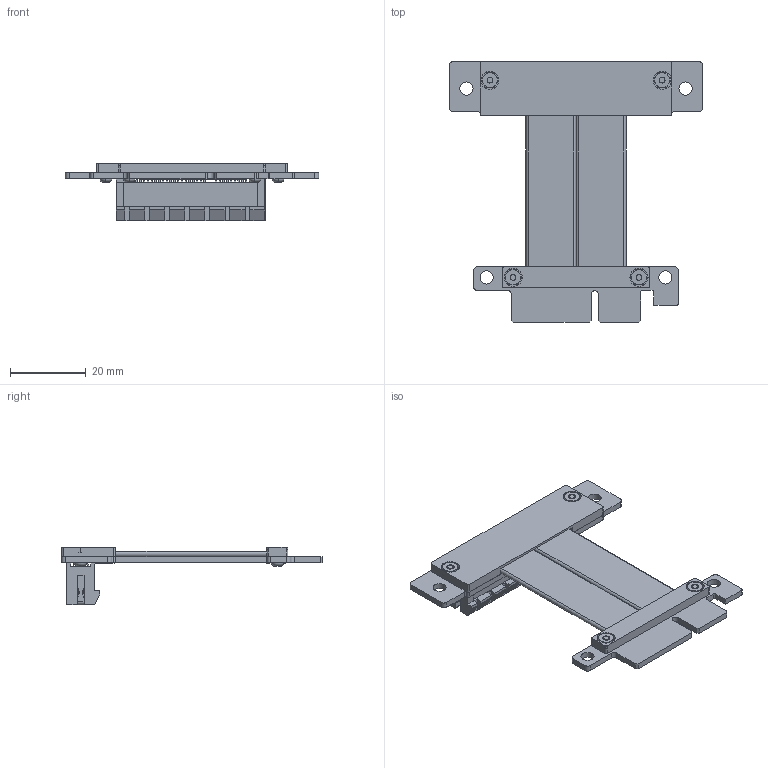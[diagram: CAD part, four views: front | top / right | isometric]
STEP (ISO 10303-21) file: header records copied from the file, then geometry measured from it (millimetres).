
FILE_DESCRIPTION(('Open CASCADE Model'),'2;1');
FILE_NAME('Open CASCADE Shape Model','2020-03-13T10:30:01',('Author'),( 'Open CASCADE'),'Open CASCADE STEP processor 6.8','Open CASCADE 6.8' ,'Unknown');
FILE_SCHEMA(('AUTOMOTIVE_DESIGN { 1 0 10303 214 1 1 1 1 }'));
Length unit declared in the file: millimetre
Products named in the file (52): PCB; Board; Open CASCADE STEP translator 6.8 6.1.1; Open CASCADE STEP translator 6.8 6.1.2; Free-Models; Tape28x5_RGB0; RP22R-PAD; PCIe_x4_SF_open_Lotes_RGB4404530; Hexagon_nut_ISO_4032_(DIN_934)_-_M2_RGB9411503; G0033_RGB9411503; RP22S-PAD; cable20-43-r_RGB4408131
Assembly tree (99 placements, depth 3):
  PCB
    Board
      Open CASCADE STEP translator 6.8 6.1.1
      Open CASCADE STEP translator 6.8 6.1.2
    Free-Models
      Tape28x5_RGB0  x2
      RP22R-PAD
      PCIe_x4_SF_open_Lotes_RGB4404530
      Hexagon_nut_ISO_4032_(DIN_934)_-_M2_RGB9411503  x4
      G0033_RGB9411503  x4
      RP22S-PAD
      cable20-43-r_RGB4408131  x2
      cable20-43-r_RGB4408131  x2
      cable20-43-r_RGB4408131  x2
      cable20-43-r_RGB4408131  x2
      cable20-43-r_RGB4408131  x2
      cable20-43-r_RGB4408131  x2
      cable20-43-r_RGB4408131  x2
      cable20-43-r_RGB4408131  x2
      cable20-43-r_RGB4408131  x2
      cable20-43-r_RGB4408131  x2
      cable20-43-r_RGB4408131  x2
      cable20-43-r_RGB4408131  x2
      cable20-43-r_RGB4408131  x2
      cable20-43-r_RGB4408131  x2
      cable20-43-r_RGB4408131  x2
      cable20-43-r_RGB4408131  x2
      cable20-43-r_RGB4408131  x2
      cable20-43-r_RGB4408131  x2
      cable20-43-r_RGB4408131  x2
      cable20-43-r_RGB4408131  x2
      cable20-43-r_RGB4408131  x2
      cable20-43-r_RGB4408131  x2
      cable20-43-r_RGB4408131  x2
      cable20-43-r_RGB4408131  x2
      cable20-43-r_RGB4408131  x2
      cable20-43-r_RGB4408131  x2
      cable20-43-r_RGB4408131  x2
      cable20-43-r_RGB4408131  x2
      cable20-43-r_RGB4408131  x2
      cable20-43-r_RGB4408131  x2
      cable20-43-r_RGB4408131  x2
      cable20-43-r_RGB4408131  x2
      cable20-43-r_RGB4408131  x2
      cable20-43-r_RGB4408131  x2
      cable20-43-r_RGB4408131  x2
      cable20-43-r_RGB4408131  x2
      cable20-43-r_RGB4408131  x2
      cable20-43-r_RGB4408131  x2
      cable20-43-r_RGB4408131  x2
      cable20-43-r_RGB4408131  x2
      cable20-43-r_RGB4408131  x2
Bounding box: 67.08 x 69.07 x 15.32 mm (x, y, z)
Volume: 7804.4 mm3; surface area: 16056.4 mm2
Topology: 97 solids, 97 shells, 3872 faces, 9172 edges, 5650 vertices
Faces by surface type: plane 2019, cylinder 1321, bspline 396, torus 80, cone 48, revolution 8
Full cylindrical faces by diameter (mm): 0.4 x200, 0.6 x80, 0.7 x64, 1.2 x4, 1.6 x64, 2 x4, 2.2 x7, 2.216 x1, 2.35 x2, 2.4 x2, 3.5 x4, 4.8 x4
Entity records: 138059 total; most frequent: CARTESIAN_POINT 25785, ORIENTED_EDGE 16968, DIRECTION 15618, EDGE_CURVE 8484, LINE 5662, VECTOR 5662, VERTEX_POINT 5230, AXIS2_PLACEMENT_3D 4977
